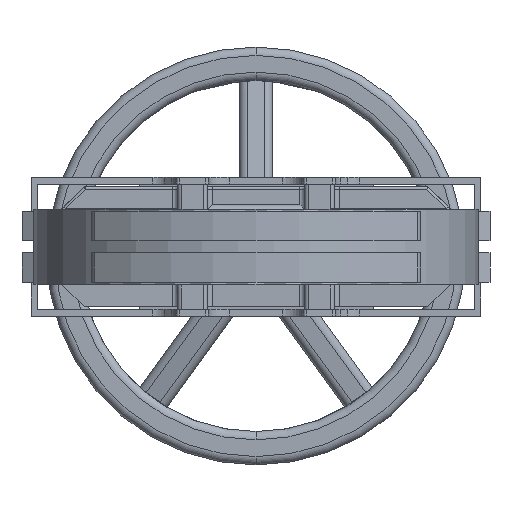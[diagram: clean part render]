
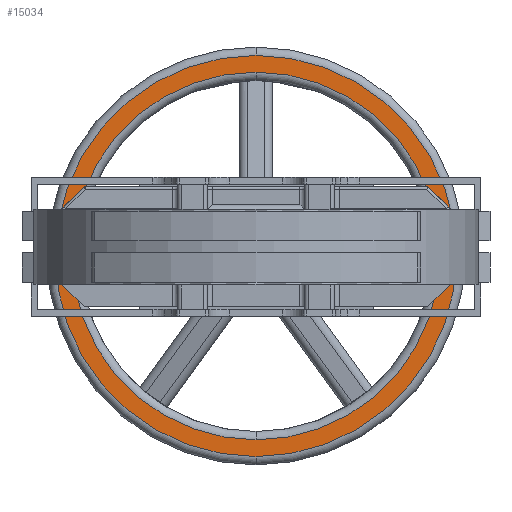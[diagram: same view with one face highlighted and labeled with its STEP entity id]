
A CAD part, front view. The second image highlights one B-rep face of the part: STEP entity #15034.
In plain terms, the highlighted planar face has unit normal (0, -1, 0).
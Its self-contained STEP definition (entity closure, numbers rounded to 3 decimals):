
#2076 = CARTESIAN_POINT ( 'NONE',  ( 0., 1173., 222. ) ) ;
#2715 = DIRECTION ( 'NONE',  ( 0., 0., 1. ) ) ;
#3541 = FACE_BOUND ( 'NONE', #8598, .T. ) ;
#4553 = CARTESIAN_POINT ( 'NONE',  ( 0., 1173., -238. ) ) ;
#4636 = VERTEX_POINT ( 'NONE', #12053 ) ;
#7454 = ORIENTED_EDGE ( 'NONE', *, *, #29441, .T. ) ;
#8598 = EDGE_LOOP ( 'NONE', ( #7454, #36494 ) ) ;
#9757 = CARTESIAN_POINT ( 'NONE',  ( 0., 1173., -18. ) ) ;
#10037 = CIRCLE ( 'NONE', #15005, 240. ) ;
#11022 = CIRCLE ( 'NONE', #12087, 220. ) ;
#12053 = CARTESIAN_POINT ( 'NONE',  ( 0., 1173., -258. ) ) ;
#12087 = AXIS2_PLACEMENT_3D ( 'NONE', #13312, #31849, #19951 ) ;
#12280 = CARTESIAN_POINT ( 'NONE',  ( 0., 1173., -18. ) ) ;
#12566 = PLANE ( 'NONE',  #22543 ) ;
#12960 = DIRECTION ( 'NONE',  ( 0., 1., 0. ) ) ;
#13312 = CARTESIAN_POINT ( 'NONE',  ( 0., 1173., -18. ) ) ;
#15005 = AXIS2_PLACEMENT_3D ( 'NONE', #18181, #24559, #2715 ) ;
#15034 = ADVANCED_FACE ( 'NONE', ( #3541, #25246 ), #12566, .F. ) ;
#15400 = DIRECTION ( 'NONE',  ( 0., 0., 1. ) ) ;
#15640 = CARTESIAN_POINT ( 'NONE',  ( 0., 1173., 202. ) ) ;
#18181 = CARTESIAN_POINT ( 'NONE',  ( 0., 1173., -18. ) ) ;
#18490 = CARTESIAN_POINT ( 'NONE',  ( 0., 1173., -18. ) ) ;
#18767 = DIRECTION ( 'NONE',  ( 0., 0., 1. ) ) ;
#18787 = EDGE_CURVE ( 'NONE', #24937, #4636, #10037, .T. ) ;
#18920 = DIRECTION ( 'NONE',  ( 0., 0., 1. ) ) ;
#19951 = DIRECTION ( 'NONE',  ( 0., 0., 1. ) ) ;
#20053 = AXIS2_PLACEMENT_3D ( 'NONE', #12280, #33929, #15400 ) ;
#21785 = EDGE_CURVE ( 'NONE', #24267, #30876, #28862, .T. ) ;
#22543 = AXIS2_PLACEMENT_3D ( 'NONE', #9757, #12960, #18920 ) ;
#24267 = VERTEX_POINT ( 'NONE', #4553 ) ;
#24559 = DIRECTION ( 'NONE',  ( 0., -1., 0. ) ) ;
#24937 = VERTEX_POINT ( 'NONE', #2076 ) ;
#25135 = ORIENTED_EDGE ( 'NONE', *, *, #25140, .T. ) ;
#25140 = EDGE_CURVE ( 'NONE', #4636, #24937, #38364, .T. ) ;
#25246 = FACE_OUTER_BOUND ( 'NONE', #38927, .T. ) ;
#28862 = CIRCLE ( 'NONE', #20053, 220. ) ;
#29441 = EDGE_CURVE ( 'NONE', #30876, #24267, #11022, .T. ) ;
#30876 = VERTEX_POINT ( 'NONE', #15640 ) ;
#31849 = DIRECTION ( 'NONE',  ( 0., 1., 0. ) ) ;
#33929 = DIRECTION ( 'NONE',  ( 0., 1., 0. ) ) ;
#35017 = AXIS2_PLACEMENT_3D ( 'NONE', #18490, #37344, #18767 ) ;
#36494 = ORIENTED_EDGE ( 'NONE', *, *, #21785, .T. ) ;
#36663 = ORIENTED_EDGE ( 'NONE', *, *, #18787, .T. ) ;
#37344 = DIRECTION ( 'NONE',  ( 0., -1., 0. ) ) ;
#38364 = CIRCLE ( 'NONE', #35017, 240. ) ;
#38927 = EDGE_LOOP ( 'NONE', ( #36663, #25135 ) ) ;
